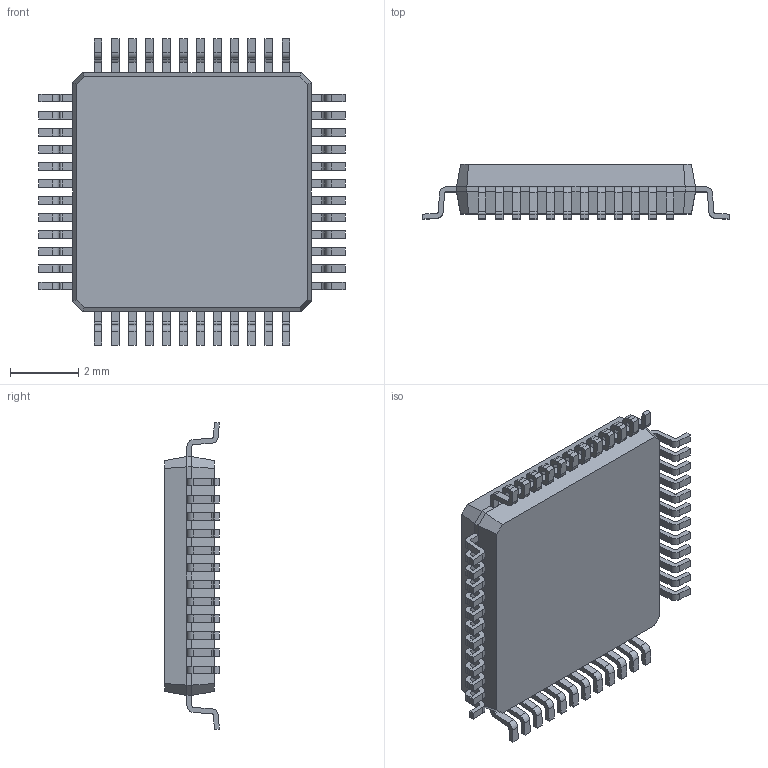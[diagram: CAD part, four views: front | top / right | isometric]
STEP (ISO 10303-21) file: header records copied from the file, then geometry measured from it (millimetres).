
FILE_DESCRIPTION(/* description */ (''),/* implementation_level */ '2;1');
FILE_NAME(/* name */ 'STM32F103CBT6_ipt_f452d73c.STEP',/* time_stamp */ '2021-11-25T10:12:32-03:00',/* author */ ('Gabriel'),/* organization */ (''),/* preprocessor_version */ 'ST-DEVELOPER v18.1',/* originating_system */ 'Autodesk Inventor 2020',/* authorisation */ '');
FILE_SCHEMA (('AUTOMOTIVE_DESIGN { 1 0 10303 214 3 1 1 }'));
Length unit declared in the file: millimetre
Products named in the file (1): STM32F103CBT6
Bounding box: 9 x 1.6 x 9 mm (x, y, z)
Volume: 71.2 mm3; surface area: 191 mm2
Topology: 49 solids, 49 shells, 698 faces, 1784 edges, 1184 vertices
Faces by surface type: plane 506, cylinder 192
Entity records: 21035 total; most frequent: CARTESIAN_POINT 3667, ORIENTED_EDGE 3568, DIRECTION 3566, EDGE_CURVE 1784, LINE 1400, VECTOR 1400, VERTEX_POINT 1184, AXIS2_PLACEMENT_3D 1083
